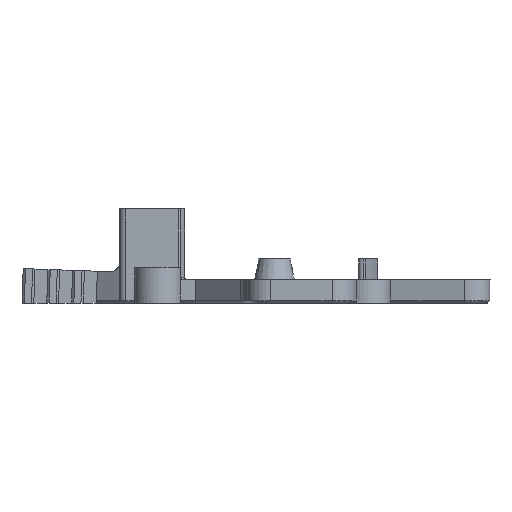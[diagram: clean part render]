
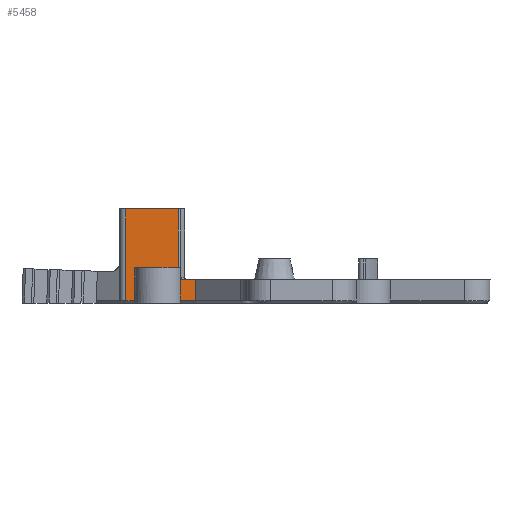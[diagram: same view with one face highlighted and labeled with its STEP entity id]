
A CAD part, left-side view. The second image highlights one B-rep face of the part: STEP entity #5458.
In plain terms, the highlighted planar face has unit normal (-1, 0, 0).
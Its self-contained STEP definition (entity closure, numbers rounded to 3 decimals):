
#96=B_SPLINE_CURVE_WITH_KNOTS('',3,(#8525,#8526,#8527,#8528,#8529,#8530),
 .UNSPECIFIED.,.F.,.F.,(4,2,4),(0.,0.047,0.078),
 .UNSPECIFIED.);
#288=PLANE('',#5954);
#639=FACE_OUTER_BOUND('',#958,.T.);
#958=EDGE_LOOP('',(#5028,#5029,#5030,#5031,#5032,#5033,#5034,#5035,#5036,
#5037,#5038));
#1213=LINE('',#8443,#1773);
#1228=LINE('',#8477,#1788);
#1233=LINE('',#8570,#1793);
#1243=LINE('',#8589,#1803);
#1361=LINE('',#9018,#1921);
#1363=LINE('',#9023,#1923);
#1365=LINE('',#9028,#1925);
#1366=LINE('',#9031,#1926);
#1383=LINE('',#9064,#1943);
#1513=LINE('',#9397,#2073);
#1773=VECTOR('',#6547,10.);
#1788=VECTOR('',#6578,10.);
#1793=VECTOR('',#6643,10.);
#1803=VECTOR('',#6669,10.);
#1921=VECTOR('',#6975,10.);
#1923=VECTOR('',#6981,10.);
#1925=VECTOR('',#6987,10.);
#1926=VECTOR('',#6990,10.);
#1943=VECTOR('',#7021,10.);
#2073=VECTOR('',#7407,10.);
#2568=VERTEX_POINT('',#8440);
#2569=VERTEX_POINT('',#8442);
#2579=VERTEX_POINT('',#8475);
#2580=VERTEX_POINT('',#8476);
#2591=VERTEX_POINT('',#8523);
#2592=VERTEX_POINT('',#8524);
#2599=VERTEX_POINT('',#8588);
#2719=VERTEX_POINT('',#9016);
#2720=VERTEX_POINT('',#9022);
#2721=VERTEX_POINT('',#9026);
#2722=VERTEX_POINT('',#9030);
#3135=EDGE_CURVE('',#2568,#2569,#1213,.T.);
#3152=EDGE_CURVE('',#2579,#2580,#1228,.T.);
#3166=EDGE_CURVE('',#2591,#2592,#96,.T.);
#3181=EDGE_CURVE('',#2569,#2591,#1233,.T.);
#3191=EDGE_CURVE('',#2592,#2599,#1243,.T.);
#3364=EDGE_CURVE('',#2579,#2719,#1361,.T.);
#3366=EDGE_CURVE('',#2580,#2720,#1363,.T.);
#3369=EDGE_CURVE('',#2721,#2719,#1365,.T.);
#3370=EDGE_CURVE('',#2720,#2722,#1366,.T.);
#3387=EDGE_CURVE('',#2599,#2721,#1383,.T.);
#3545=EDGE_CURVE('',#2722,#2568,#1513,.T.);
#5028=ORIENTED_EDGE('',*,*,#3364,.T.);
#5029=ORIENTED_EDGE('',*,*,#3369,.F.);
#5030=ORIENTED_EDGE('',*,*,#3387,.F.);
#5031=ORIENTED_EDGE('',*,*,#3191,.F.);
#5032=ORIENTED_EDGE('',*,*,#3166,.F.);
#5033=ORIENTED_EDGE('',*,*,#3181,.F.);
#5034=ORIENTED_EDGE('',*,*,#3135,.F.);
#5035=ORIENTED_EDGE('',*,*,#3545,.F.);
#5036=ORIENTED_EDGE('',*,*,#3370,.F.);
#5037=ORIENTED_EDGE('',*,*,#3366,.F.);
#5038=ORIENTED_EDGE('',*,*,#3152,.F.);
#5458=ADVANCED_FACE('',(#639),#288,.T.);
#5954=AXIS2_PLACEMENT_3D('',#9614,#7431,#7432);
#6547=DIRECTION('',(0.,-1.,0.));
#6578=DIRECTION('',(0.,1.,0.));
#6643=DIRECTION('',(0.,0.,-1.));
#6669=DIRECTION('',(0.,-1.,0.));
#6975=DIRECTION('',(0.,0.,-1.));
#6981=DIRECTION('',(0.,0.,-1.));
#6987=DIRECTION('',(0.,1.,0.));
#6990=DIRECTION('',(0.,1.,0.));
#7021=DIRECTION('',(0.,0.,-1.));
#7407=DIRECTION('',(0.,0.,1.));
#7431=DIRECTION('center_axis',(-1.,0.,0.));
#7432=DIRECTION('ref_axis',(0.,-1.,0.));
#8440=CARTESIAN_POINT('',(-9.458,22.478,40.227));
#8442=CARTESIAN_POINT('',(-9.458,13.524,40.227));
#8443=CARTESIAN_POINT('',(-9.458,23.478,40.227));
#8475=CARTESIAN_POINT('',(-9.458,19.454,30.243));
#8476=CARTESIAN_POINT('',(-9.458,20.954,30.243));
#8477=CARTESIAN_POINT('',(-9.458,19.716,30.243));
#8523=CARTESIAN_POINT('',(-9.458,13.524,28.643));
#8524=CARTESIAN_POINT('',(-9.458,12.831,28.243));
#8525=CARTESIAN_POINT('Ctrl Pts',(-9.458,13.524,28.643));
#8526=CARTESIAN_POINT('Ctrl Pts',(-9.458,13.413,28.532));
#8527=CARTESIAN_POINT('Ctrl Pts',(-9.458,13.278,28.402));
#8528=CARTESIAN_POINT('Ctrl Pts',(-9.458,13.05,28.279));
#8529=CARTESIAN_POINT('Ctrl Pts',(-9.458,12.933,28.243));
#8530=CARTESIAN_POINT('Ctrl Pts',(-9.458,12.831,28.243));
#8570=CARTESIAN_POINT('',(-9.458,13.524,22.377));
#8588=CARTESIAN_POINT('',(-9.458,10.65,28.243));
#8589=CARTESIAN_POINT('',(-9.458,11.403,28.243));
#9016=CARTESIAN_POINT('',(-9.458,19.454,24.643));
#9018=CARTESIAN_POINT('',(-9.458,19.454,26.243));
#9022=CARTESIAN_POINT('',(-9.458,20.954,24.643));
#9023=CARTESIAN_POINT('',(-9.458,20.954,26.243));
#9026=CARTESIAN_POINT('',(-9.458,10.65,24.643));
#9028=CARTESIAN_POINT('',(-9.458,9.91,24.643));
#9030=CARTESIAN_POINT('',(-9.458,22.478,24.643));
#9031=CARTESIAN_POINT('',(-9.458,9.91,24.643));
#9064=CARTESIAN_POINT('',(-9.458,10.65,26.24));
#9397=CARTESIAN_POINT('',(-9.458,22.478,24.243));
#9614=CARTESIAN_POINT('Origin',(-9.458,22.478,22.377));
